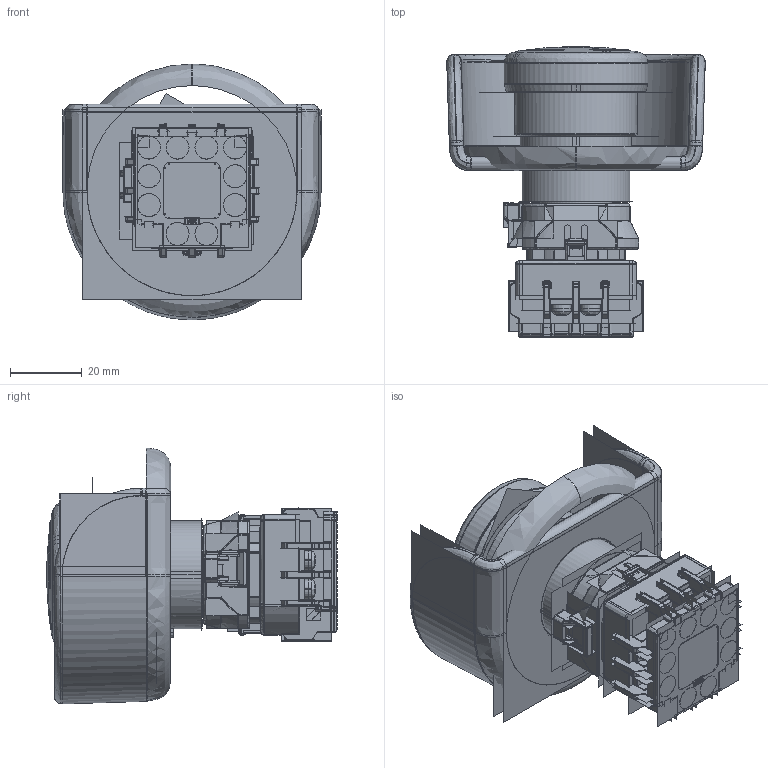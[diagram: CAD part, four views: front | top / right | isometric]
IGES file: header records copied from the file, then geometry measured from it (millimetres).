
Start section:  PTC IGES file: 224561.igs
Global section: file name: 224561.igs; native system: Creo Parametric by PTC Inc.; preprocessor: 2019292; author: PDMAdmin; organization: Unknown; date: 20210721.154241; units: millimetre
Bounding box: 71.9 x 80.79 x 71.15 mm (x, y, z)
Volume: 95805.6 mm3; surface area: 146897.9 mm2
Topology: 1 solids, 1 shells, 2704 faces, 13959 edges, 17413 vertices
Faces by surface type: revolution 1370, bspline 1276, extrusion 58
